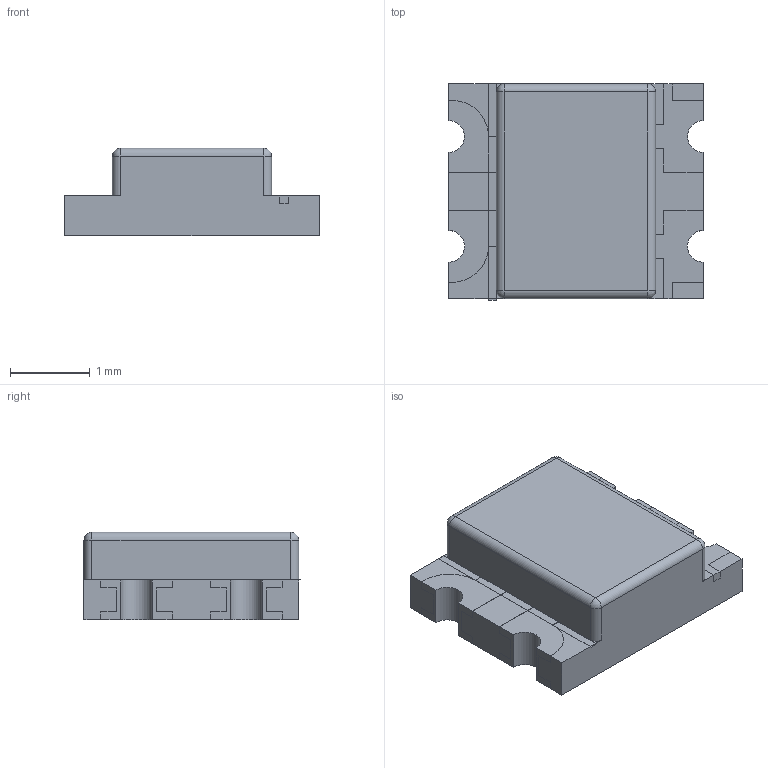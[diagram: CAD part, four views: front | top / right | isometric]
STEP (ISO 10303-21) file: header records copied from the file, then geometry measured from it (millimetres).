
FILE_DESCRIPTION( ( '' ), ' ' );
FILE_NAME( '5c06ace46053db16eab0f3fc.step', '2018-12-04T16:35:49', ( '' ), ( '' ), ' ', ' ', ' ' );
FILE_SCHEMA( ( 'AUTOMOTIVE_DESIGN { 1 0 10303 214 1 1 1 1 }' ) );
Length unit declared in the file: metre
Products named in the file (4): Open CASCADE STEP translator 6.8 3; Open CASCADE STEP translator 6.8 2; Open CASCADE STEP translator 6.8 1
Bounding box: 3.2 x 2.72 x 1.1 mm (x, y, z)
Volume: 7.4 mm3; surface area: 47.3 mm2
Topology: 4 solids, 4 shells, 152 faces, 424 edges, 276 vertices
Faces by surface type: plane 124, cylinder 24, sphere 4
Entity records: 8186 total; most frequent: CARTESIAN_POINT 856, ORIENTED_EDGE 848, DIRECTION 784, STYLED_ITEM 576, PRESENTATION_STYLE_ASSIGNMENT 576, COLOUR_RGB 576, EDGE_CURVE 424, CURVE_STYLE 424
